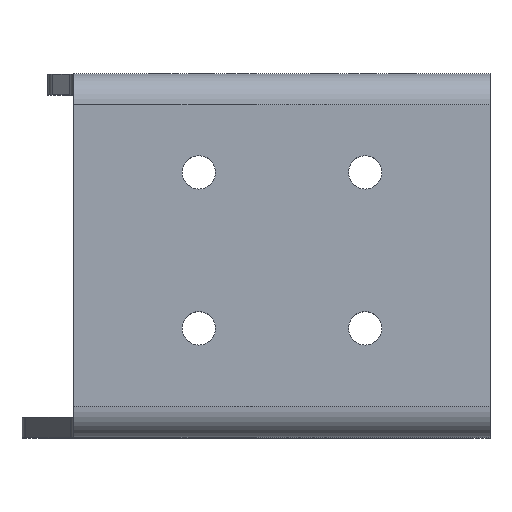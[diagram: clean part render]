
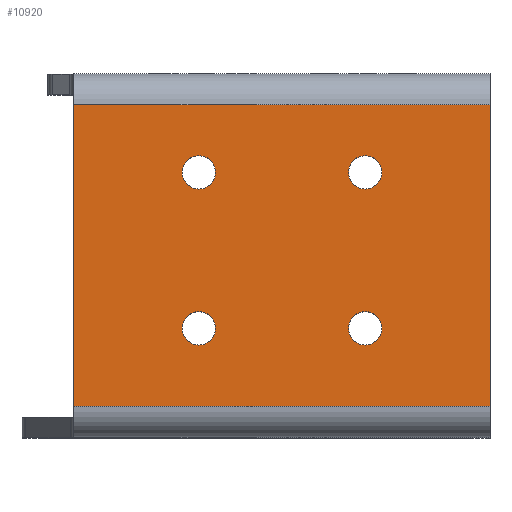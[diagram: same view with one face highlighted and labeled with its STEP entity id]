
A CAD part, top view. The second image highlights one B-rep face of the part: STEP entity #10920.
In plain terms, the highlighted planar face has unit normal (0, 0, 1).
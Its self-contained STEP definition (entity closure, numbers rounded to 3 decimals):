
#443 = VERTEX_POINT ( 'NONE', #2194 ) ;
#666 = AXIS2_PLACEMENT_3D ( 'NONE', #11653, #4355, #10268 ) ;
#826 = DIRECTION ( 'NONE',  ( -1., 0., 0. ) ) ;
#841 = AXIS2_PLACEMENT_3D ( 'NONE', #14313, #8110, #12962 ) ;
#901 = CARTESIAN_POINT ( 'NONE',  ( 40., 3., 0. ) ) ;
#1018 = CARTESIAN_POINT ( 'NONE',  ( 0., 3., 0. ) ) ;
#1047 = VERTEX_POINT ( 'NONE', #11981 ) ;
#1965 = EDGE_CURVE ( 'NONE', #10242, #11272, #9247, .T. ) ;
#1987 = DIRECTION ( 'NONE',  ( 0., 0., -1. ) ) ;
#2165 = EDGE_CURVE ( 'NONE', #9327, #10487, #8496, .T. ) ;
#2182 = AXIS2_PLACEMENT_3D ( 'NONE', #13346, #4132, #10117 ) ;
#2194 = CARTESIAN_POINT ( 'NONE',  ( 0., 3., 0. ) ) ;
#2205 = EDGE_LOOP ( 'NONE', ( #4929, #3376 ) ) ;
#2425 = LINE ( 'NONE', #8171, #7770 ) ;
#2727 = LINE ( 'NONE', #13035, #3382 ) ;
#2845 = AXIS2_PLACEMENT_3D ( 'NONE', #9196, #1987, #826 ) ;
#2969 = LINE ( 'NONE', #5203, #8596 ) ;
#3146 = LINE ( 'NONE', #1018, #4054 ) ;
#3376 = ORIENTED_EDGE ( 'NONE', *, *, #10939, .F. ) ;
#3382 = VECTOR ( 'NONE', #7459, 1000. ) ;
#3866 = AXIS2_PLACEMENT_3D ( 'NONE', #13121, #14482, #11828 ) ;
#4054 = VECTOR ( 'NONE', #5459, 1000. ) ;
#4056 = CARTESIAN_POINT ( 'NONE',  ( 29.6, 10.5, 0. ) ) ;
#4122 = CIRCLE ( 'NONE', #3866, 1.6 ) ;
#4132 = DIRECTION ( 'NONE',  ( 0., 0., 1. ) ) ;
#4264 = AXIS2_PLACEMENT_3D ( 'NONE', #7301, #11115, #9795 ) ;
#4355 = DIRECTION ( 'NONE',  ( 0., 0., 1. ) ) ;
#4427 = CARTESIAN_POINT ( 'NONE',  ( 10.4, 25.5, 0. ) ) ;
#4506 = FACE_BOUND ( 'NONE', #2205, .T. ) ;
#4555 = AXIS2_PLACEMENT_3D ( 'NONE', #12900, #11676, #9589 ) ;
#4800 = EDGE_LOOP ( 'NONE', ( #8760, #13097 ) ) ;
#4903 = EDGE_LOOP ( 'NONE', ( #15225, #9334 ) ) ;
#4929 = ORIENTED_EDGE ( 'NONE', *, *, #8002, .F. ) ;
#5069 = CARTESIAN_POINT ( 'NONE',  ( 12., 10.5, 0. ) ) ;
#5136 = EDGE_CURVE ( 'NONE', #10351, #5769, #2425, .T. ) ;
#5147 = CARTESIAN_POINT ( 'NONE',  ( 12., 10.5, 0. ) ) ;
#5203 = CARTESIAN_POINT ( 'NONE',  ( 40., 0., 0. ) ) ;
#5459 = DIRECTION ( 'NONE',  ( 1., 0., 0. ) ) ;
#5769 = VERTEX_POINT ( 'NONE', #6820 ) ;
#6037 = AXIS2_PLACEMENT_3D ( 'NONE', #5147, #12445, #9755 ) ;
#6351 = ORIENTED_EDGE ( 'NONE', *, *, #8872, .F. ) ;
#6820 = CARTESIAN_POINT ( 'NONE',  ( 0., 32., 0. ) ) ;
#6852 = CIRCLE ( 'NONE', #2182, 1.6 ) ;
#6929 = CARTESIAN_POINT ( 'NONE',  ( 29.6, 25.5, 0. ) ) ;
#6972 = EDGE_CURVE ( 'NONE', #443, #10206, #3146, .T. ) ;
#7301 = CARTESIAN_POINT ( 'NONE',  ( 28., 10.5, 0. ) ) ;
#7358 = ORIENTED_EDGE ( 'NONE', *, *, #13358, .T. ) ;
#7459 = DIRECTION ( 'NONE',  ( 0., -1., 0. ) ) ;
#7770 = VECTOR ( 'NONE', #14223, 1000. ) ;
#7861 = PLANE ( 'NONE',  #2845 ) ;
#8002 = EDGE_CURVE ( 'NONE', #14787, #1047, #9042, .T. ) ;
#8102 = FACE_OUTER_BOUND ( 'NONE', #13406, .T. ) ;
#8110 = DIRECTION ( 'NONE',  ( 0., 0., 1. ) ) ;
#8171 = CARTESIAN_POINT ( 'NONE',  ( 40., 32., 0. ) ) ;
#8496 = CIRCLE ( 'NONE', #4264, 1.6 ) ;
#8596 = VECTOR ( 'NONE', #12420, 1000. ) ;
#8704 = VERTEX_POINT ( 'NONE', #10916 ) ;
#8760 = ORIENTED_EDGE ( 'NONE', *, *, #2165, .F. ) ;
#8872 = EDGE_CURVE ( 'NONE', #10097, #8704, #13225, .T. ) ;
#9042 = CIRCLE ( 'NONE', #4555, 1.6 ) ;
#9127 = DIRECTION ( 'NONE',  ( 1., 0., 0. ) ) ;
#9196 = CARTESIAN_POINT ( 'NONE',  ( 0., 0., 0. ) ) ;
#9247 = CIRCLE ( 'NONE', #841, 1.6 ) ;
#9268 = CARTESIAN_POINT ( 'NONE',  ( 10.4, 10.5, 0. ) ) ;
#9327 = VERTEX_POINT ( 'NONE', #4056 ) ;
#9334 = ORIENTED_EDGE ( 'NONE', *, *, #1965, .F. ) ;
#9589 = DIRECTION ( 'NONE',  ( 1., 0., 0. ) ) ;
#9755 = DIRECTION ( 'NONE',  ( 1., 0., 0. ) ) ;
#9795 = DIRECTION ( 'NONE',  ( 1., 0., 0. ) ) ;
#9956 = ORIENTED_EDGE ( 'NONE', *, *, #5136, .T. ) ;
#10097 = VERTEX_POINT ( 'NONE', #9268 ) ;
#10117 = DIRECTION ( 'NONE',  ( 1., 0., 0. ) ) ;
#10206 = VERTEX_POINT ( 'NONE', #901 ) ;
#10242 = VERTEX_POINT ( 'NONE', #4427 ) ;
#10268 = DIRECTION ( 'NONE',  ( 1., 0., 0. ) ) ;
#10351 = VERTEX_POINT ( 'NONE', #11946 ) ;
#10395 = ORIENTED_EDGE ( 'NONE', *, *, #12901, .F. ) ;
#10487 = VERTEX_POINT ( 'NONE', #12247 ) ;
#10916 = CARTESIAN_POINT ( 'NONE',  ( 13.6, 10.5, 0. ) ) ;
#10920 = ADVANCED_FACE ( 'NONE', ( #4506, #11415, #14934, #15165, #8102 ), #7861, .F. ) ;
#10939 = EDGE_CURVE ( 'NONE', #1047, #14787, #11520, .T. ) ;
#11106 = CARTESIAN_POINT ( 'NONE',  ( 13.6, 25.5, 0. ) ) ;
#11115 = DIRECTION ( 'NONE',  ( 0., 0., 1. ) ) ;
#11272 = VERTEX_POINT ( 'NONE', #11106 ) ;
#11415 = FACE_BOUND ( 'NONE', #4903, .T. ) ;
#11520 = CIRCLE ( 'NONE', #666, 1.6 ) ;
#11653 = CARTESIAN_POINT ( 'NONE',  ( 28., 25.5, 0. ) ) ;
#11676 = DIRECTION ( 'NONE',  ( 0., 0., 1. ) ) ;
#11828 = DIRECTION ( 'NONE',  ( 1., 0., 0. ) ) ;
#11946 = CARTESIAN_POINT ( 'NONE',  ( 40., 32., 0. ) ) ;
#11981 = CARTESIAN_POINT ( 'NONE',  ( 26.4, 25.5, 0. ) ) ;
#12247 = CARTESIAN_POINT ( 'NONE',  ( 26.4, 10.5, 0. ) ) ;
#12420 = DIRECTION ( 'NONE',  ( 0., 1., 0. ) ) ;
#12445 = DIRECTION ( 'NONE',  ( 0., 0., 1. ) ) ;
#12900 = CARTESIAN_POINT ( 'NONE',  ( 28., 25.5, 0. ) ) ;
#12901 = EDGE_CURVE ( 'NONE', #8704, #10097, #13518, .T. ) ;
#12962 = DIRECTION ( 'NONE',  ( 1., 0., 0. ) ) ;
#13035 = CARTESIAN_POINT ( 'NONE',  ( 0., 0., 0. ) ) ;
#13097 = ORIENTED_EDGE ( 'NONE', *, *, #14366, .F. ) ;
#13121 = CARTESIAN_POINT ( 'NONE',  ( 28., 10.5, 0. ) ) ;
#13225 = CIRCLE ( 'NONE', #6037, 1.6 ) ;
#13241 = ORIENTED_EDGE ( 'NONE', *, *, #6972, .T. ) ;
#13346 = CARTESIAN_POINT ( 'NONE',  ( 12., 25.5, 0. ) ) ;
#13358 = EDGE_CURVE ( 'NONE', #5769, #443, #2727, .T. ) ;
#13406 = EDGE_LOOP ( 'NONE', ( #13241, #14453, #9956, #7358 ) ) ;
#13518 = CIRCLE ( 'NONE', #15032, 1.6 ) ;
#14054 = EDGE_LOOP ( 'NONE', ( #10395, #6351 ) ) ;
#14223 = DIRECTION ( 'NONE',  ( -1., 0., 0. ) ) ;
#14313 = CARTESIAN_POINT ( 'NONE',  ( 12., 25.5, 0. ) ) ;
#14366 = EDGE_CURVE ( 'NONE', #10487, #9327, #4122, .T. ) ;
#14453 = ORIENTED_EDGE ( 'NONE', *, *, #14757, .T. ) ;
#14482 = DIRECTION ( 'NONE',  ( 0., 0., 1. ) ) ;
#14731 = EDGE_CURVE ( 'NONE', #11272, #10242, #6852, .T. ) ;
#14757 = EDGE_CURVE ( 'NONE', #10206, #10351, #2969, .T. ) ;
#14787 = VERTEX_POINT ( 'NONE', #6929 ) ;
#14874 = DIRECTION ( 'NONE',  ( 0., 0., 1. ) ) ;
#14934 = FACE_BOUND ( 'NONE', #4800, .T. ) ;
#15032 = AXIS2_PLACEMENT_3D ( 'NONE', #5069, #14874, #9127 ) ;
#15165 = FACE_BOUND ( 'NONE', #14054, .T. ) ;
#15225 = ORIENTED_EDGE ( 'NONE', *, *, #14731, .F. ) ;
